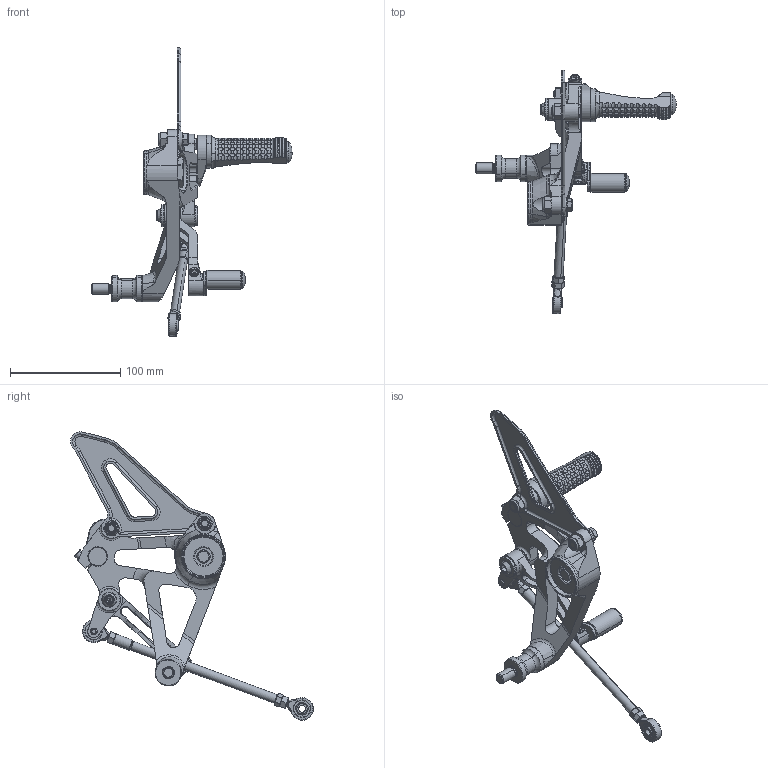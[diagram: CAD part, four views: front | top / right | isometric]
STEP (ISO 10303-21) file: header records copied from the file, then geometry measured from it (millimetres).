
FILE_DESCRIPTION(('CATIA V5 STEP Exchange'),'2;1');
FILE_NAME('M1100_MotoCorse_Foootrest_Left_Assy.stp','2013-02-08T19:42:20+00:00',('none'),('none'),'CATIA Version 5 Release 21 SP 4 (IN-10)','CATIA V5 STEP AP203','none');
FILE_SCHEMA(('CONFIG_CONTROL_DESIGN'));
Products named in the file (2): M1100_MotoCorse_Foootrest_Left_Assy; M1100_GearLink_Rod_Assy_MotoCorse
Assembly tree (27 placements, depth 3):
  M1100_MotoCorse_Foootrest_Left_Assy
    #58
    #11511
    #12176
    #22385
    #26911
    #28748
    #30770
    #31298
    #32752
    #34077  x2
    #34874  x2
    #36072
    #37102
    #38132  x2
    #38305
    #39034
    #39251
    #39876
    M1100_GearLink_Rod_Assy_MotoCorse
      #41285
      #42828  x2
      #45051  x2
Bounding box: 182 x 220.58 x 261.89 mm (x, y, z)
Volume: 214313.8 mm3; surface area: 106084.1 mm2
Topology: 32 solids, 32 shells, 1430 faces, 3522 edges, 2164 vertices
Faces by surface type: cylinder 431, plane 338, cone 305, torus 236, bspline 57, revolution 39, sphere 24
Entity records: 45673 total; most frequent: CARTESIAN_POINT 18519, ORIENTED_EDGE 6342, DIRECTION 3999, EDGE_CURVE 3171, AXIS2_PLACEMENT_3D 2113, VERTEX_POINT 1963, EDGE_LOOP 1382, ADVANCED_FACE 1294
